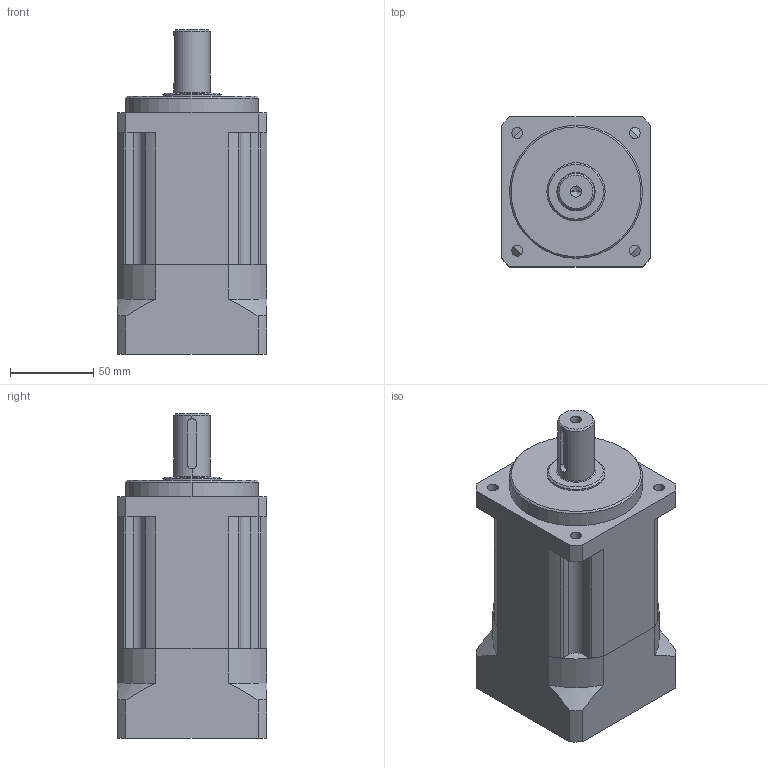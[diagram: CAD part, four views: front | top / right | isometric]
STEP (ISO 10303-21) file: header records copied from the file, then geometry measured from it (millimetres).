
FILE_DESCRIPTION((''),'2;1');
FILE_NAME('ASM0006_ASM','2022-06-06T12:05:00',('Administrator'),(''),'CREO PARAMETRIC BY PTC INC, 2019010','CREO PARAMETRIC BY PTC INC, 2019010','');
FILE_SCHEMA(('CONFIG_CONTROL_DESIGN'));
Length unit declared in the file: millimetre
Products named in the file (4): 2_100; __2_1_2_3_40001; AB90-S2-L2_1_2_ASM; ASM0006_ASM
Assembly tree (3 placements, depth 3):
  ASM0006_ASM
    AB90-S2-L2_1_2_ASM
      2_100
      __2_1_2_3_40001
Bounding box: 90 x 90 x 195 mm (x, y, z)
Volume: 1061838.5 mm3; surface area: 98114.6 mm2
Topology: 2 solids, 2 shells, 196 faces, 496 edges, 317 vertices
Faces by surface type: cylinder 83, plane 77, cone 26, torus 10
Entity records: 6056 total; most frequent: CARTESIAN_POINT 1099, DIRECTION 1083, ORIENTED_EDGE 972, EDGE_CURVE 486, AXIS2_PLACEMENT_3D 410, VERTEX_POINT 317, VECTOR 263, LINE 263
